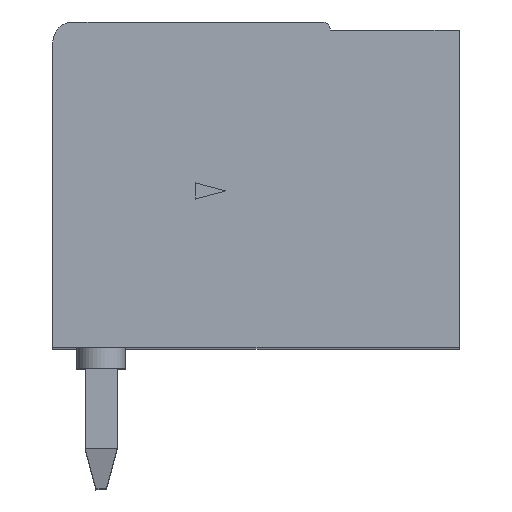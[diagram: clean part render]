
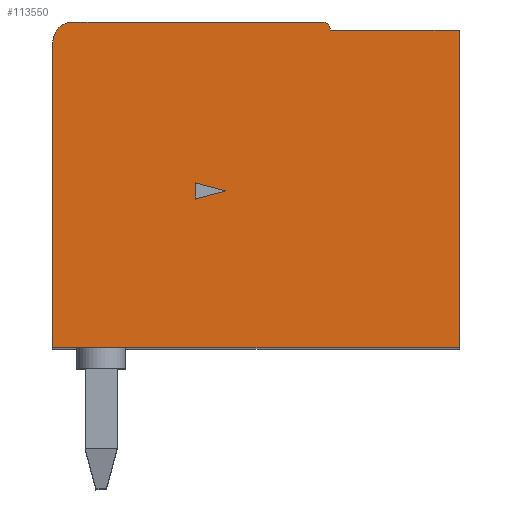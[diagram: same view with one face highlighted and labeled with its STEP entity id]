
A CAD part, top view. The second image highlights one B-rep face of the part: STEP entity #113550.
In plain terms, the highlighted planar face has unit normal (0, 0, 1).
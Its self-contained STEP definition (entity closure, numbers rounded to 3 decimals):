
#6100=CARTESIAN_POINT('',(-25.392,131.349
   ,-24.15));
#6110=VERTEX_POINT('',#6100);
#6140=CARTESIAN_POINT('',(-25.392,91.36
   ,-24.15));
#6150=DIRECTION('',(0.,-1.,
   0.));
#6160=VECTOR('',#6150,1.);
#6170=LINE('',#6140,#6160);
#6180=CARTESIAN_POINT('',(-25.392,123.749
   ,-24.15));
#6190=VERTEX_POINT('',#6180);
#6200=EDGE_CURVE('',#6110,#6190,#6170,.T.);
#9000=CARTESIAN_POINT('',(-24.892,131.849
   ,-24.15));
#9010=VERTEX_POINT('',#9000);
#9040=CARTESIAN_POINT('',(-24.892,131.349
   ,-24.15));
#9050=DIRECTION('',(0.,0.,
   1.));
#9060=DIRECTION('',(1.,0.,
   0.));
#9070=AXIS2_PLACEMENT_3D('',#9040,#9050,#9060);
#9080=CIRCLE('',#9070,0.5);
#9090=EDGE_CURVE('',#9010,#6110,#9080,.T.);
#17890=CARTESIAN_POINT('',(-21.842,
   91.36,-24.15));
#17900=DIRECTION('',(0.,-1.,
   0.));
#17910=VECTOR('',#17900,1.);
#17920=LINE('',#17890,#17910);
#17930=CARTESIAN_POINT('',(-21.842,
   127.85,-24.15));
#17940=VERTEX_POINT('',#17930);
#17950=CARTESIAN_POINT('',(-21.842,
   127.448,-24.15));
#17960=VERTEX_POINT('',#17950);
#17970=EDGE_CURVE('',#17940,#17960,#17920,.T.);
#18270=CARTESIAN_POINT('',(-68.005,
   140.219,-24.15));
#18280=DIRECTION('',(-0.966,0.259,
   0.));
#18290=VECTOR('',#18280,1.);
#18300=LINE('',#18270,#18290);
#18310=CARTESIAN_POINT('',(-21.092,
   127.649,-24.15));
#18320=VERTEX_POINT('',#18310);
#18330=EDGE_CURVE('',#18320,#17940,#18300,.T.);
#18580=CARTESIAN_POINT('',(-68.005,
   115.079,-24.15));
#18590=DIRECTION('',(0.966,0.259,
   0.));
#18600=VECTOR('',#18590,1.);
#18610=LINE('',#18580,#18600);
#18620=EDGE_CURVE('',#17960,#18320,#18610,.T.);
#22180=CARTESIAN_POINT('',(-18.692,
   131.649,-24.15));
#22190=DIRECTION('',(0.,0.,
   1.));
#22200=DIRECTION('',(1.,0.,
   0.));
#22210=AXIS2_PLACEMENT_3D('',#22180,#22190,#22200);
#22220=CIRCLE('',#22210,0.2);
#22230=CARTESIAN_POINT('',(-18.492,
   131.649,-24.15));
#22240=VERTEX_POINT('',#22230);
#22250=CARTESIAN_POINT('',(-18.692,
   131.849,-24.15));
#22260=VERTEX_POINT('',#22250);
#22270=EDGE_CURVE('',#22240,#22260,#22220,.T.);
#111830=CARTESIAN_POINT('',(-68.005,
   131.849,-24.15));
#111840=DIRECTION('',(-1.,0.,
   0.));
#111850=VECTOR('',#111840,1.);
#111860=LINE('',#111830,#111850);
#111870=EDGE_CURVE('',#22260,#9010,#111860,.T.);
#113170=CARTESIAN_POINT('',(-20.495,
   127.098,-24.15));
#113180=DIRECTION('',(0.,0.,
   1.));
#113190=DIRECTION('',(1.,0.,
   0.));
#113200=AXIS2_PLACEMENT_3D('',#113170,#113180,#113190);
#113210=PLANE('',#113200);
#113220=ORIENTED_EDGE('',*,*,#6200,.T.);
#113230=ORIENTED_EDGE('',*,*,#9090,.T.);
#113240=ORIENTED_EDGE('',*,*,#111870,.T.);
#113250=ORIENTED_EDGE('',*,*,#22270,.T.);
#113260=CARTESIAN_POINT('',(-68.005,
   131.649,-24.15));
#113270=DIRECTION('',(1.,0.,
   0.));
#113280=VECTOR('',#113270,1.);
#113290=LINE('',#113260,#113280);
#113300=CARTESIAN_POINT('',(-15.292,
   131.649,-24.15));
#113310=VERTEX_POINT('',#113300);
#113320=EDGE_CURVE('',#22240,#113310,#113290,.T.);
#113330=ORIENTED_EDGE('',*,*,#113320,.F.);
#113340=CARTESIAN_POINT('',(-15.292,
   91.36,-24.15));
#113350=DIRECTION('',(0.,1.,
   0.));
#113360=VECTOR('',#113350,1.);
#113370=LINE('',#113340,#113360);
#113380=CARTESIAN_POINT('',(-15.292,
   123.749,-24.15));
#113390=VERTEX_POINT('',#113380);
#113400=EDGE_CURVE('',#113390,#113310,#113370,.T.);
#113410=ORIENTED_EDGE('',*,*,#113400,.T.);
#113420=CARTESIAN_POINT('',(-68.005,
   123.749,-24.15));
#113430=DIRECTION('',(1.,0.,
   0.));
#113440=VECTOR('',#113430,1.);
#113450=LINE('',#113420,#113440);
#113460=EDGE_CURVE('',#6190,#113390,#113450,.T.);
#113470=ORIENTED_EDGE('',*,*,#113460,.T.);
#113480=EDGE_LOOP('',(#113470,#113410,#113330,#113250,#113240,#113230,
   #113220));
#113490=FACE_OUTER_BOUND('',#113480,.T.);
#113500=ORIENTED_EDGE('',*,*,#18330,.F.);
#113510=ORIENTED_EDGE('',*,*,#17970,.F.);
#113520=ORIENTED_EDGE('',*,*,#18620,.F.);
#113530=EDGE_LOOP('',(#113520,#113510,#113500));
#113540=FACE_BOUND('',#113530,.T.);
#113550=ADVANCED_FACE('',(#113490,#113540),#113210,.T.);
